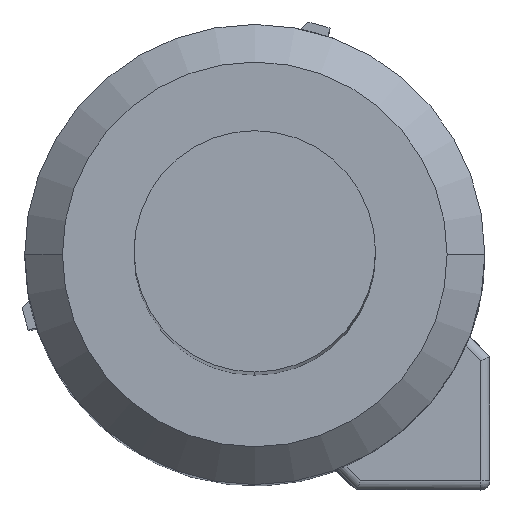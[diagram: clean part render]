
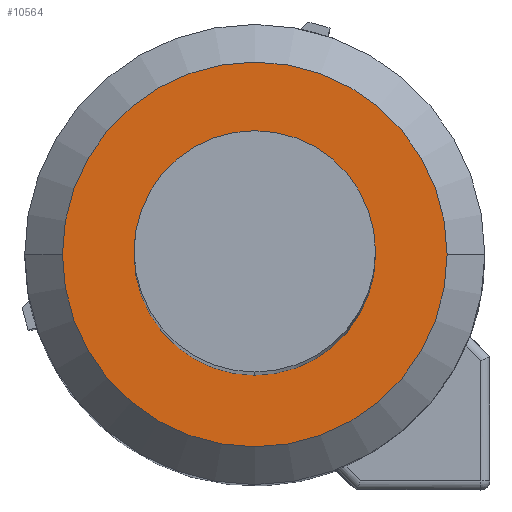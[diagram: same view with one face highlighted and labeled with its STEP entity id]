
A CAD part, top view. The second image highlights one B-rep face of the part: STEP entity #10564.
In plain terms, the highlighted planar face has unit normal (0, 0, 1).
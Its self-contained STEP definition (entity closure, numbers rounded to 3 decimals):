
#9756=AXIS2_PLACEMENT_3D('Circle Axis2P3D',#9754,#9755,$) ;
#10437=AXIS2_PLACEMENT_3D('Circle Axis2P3D',#10435,#10436,$) ;
#10558=AXIS2_PLACEMENT_3D('Plane Axis2P3D',#10555,#10556,#10557) ;
#9744=CARTESIAN_POINT('Vertex',(11.27,6.236,46.9)) ;
#9751=CARTESIAN_POINT('Vertex',(1.07,6.236,46.9)) ;
#9754=CARTESIAN_POINT('Axis2P3D Location',(6.17,6.236,46.9)) ;
#10435=CARTESIAN_POINT('Axis2P3D Location',(6.17,6.236,46.9)) ;
#10555=CARTESIAN_POINT('Axis2P3D Location',(6.17,6.236,46.9)) ;
#9755=DIRECTION('Axis2P3D Direction',(0.,0.,-1.)) ;
#10436=DIRECTION('Axis2P3D Direction',(0.,0.,-1.)) ;
#10556=DIRECTION('Axis2P3D Direction',(0.,0.,1.)) ;
#10557=DIRECTION('Axis2P3D XDirection',(-1.,0.,0.)) ;
#10561=ORIENTED_EDGE('',*,*,#10439,.T.) ;
#10562=ORIENTED_EDGE('',*,*,#9758,.T.) ;
#10564=ADVANCED_FACE('Hauptkoerper',(#10563),#10559,.T.) ;
#9757=CIRCLE('generated circle',#9756,5.1) ;
#10438=CIRCLE('generated circle',#10437,5.1) ;
#9758=EDGE_CURVE('',#9745,#9752,#9757,.F.) ;
#10439=EDGE_CURVE('',#9752,#9745,#10438,.F.) ;
#10560=EDGE_LOOP('',(#10561,#10562)) ;
#10563=FACE_OUTER_BOUND('',#10560,.T.) ;
#10559=PLANE('',#10558) ;
#9745=VERTEX_POINT('',#9744) ;
#9752=VERTEX_POINT('',#9751) ;
